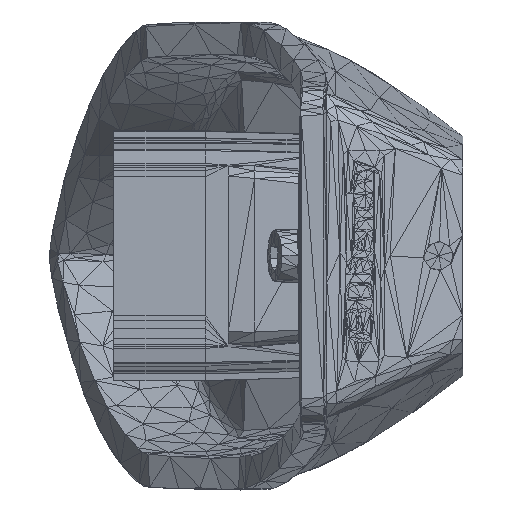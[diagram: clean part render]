
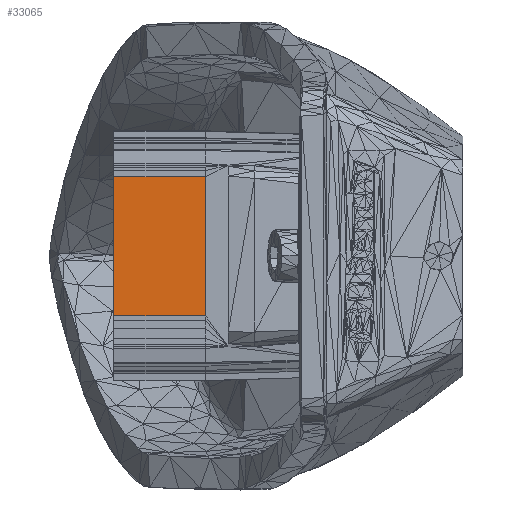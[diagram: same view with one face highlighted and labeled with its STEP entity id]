
A CAD part, left-side view. The second image highlights one B-rep face of the part: STEP entity #33065.
In plain terms, the highlighted planar face has unit normal (-1, 0, 0).
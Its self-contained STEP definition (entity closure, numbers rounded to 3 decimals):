
#51=LINE('',#49454,#4565);
#52=LINE('',#49457,#4566);
#53=LINE('',#49459,#4567);
#54=LINE('',#49460,#4568);
#4565=VECTOR('',#39033,10.);
#4566=VECTOR('',#39036,30.);
#4567=VECTOR('',#39037,30.);
#4568=VECTOR('',#39038,10.);
#9059=PLANE('',#36017);
#12009=FACE_OUTER_BOUND('',#14955,.T.);
#14955=EDGE_LOOP('',(#24057,#24058,#24059,#24060));
#17921=VERTEX_POINT('',#49450);
#17922=VERTEX_POINT('',#49452);
#17923=VERTEX_POINT('',#49456);
#17924=VERTEX_POINT('',#49458);
#19519=EDGE_CURVE('',#17921,#17922,#51,.T.);
#19520=EDGE_CURVE('',#17921,#17923,#52,.T.);
#19521=EDGE_CURVE('',#17924,#17922,#53,.T.);
#19522=EDGE_CURVE('',#17923,#17924,#54,.T.);
#24057=ORIENTED_EDGE('',*,*,#19520,.F.);
#24058=ORIENTED_EDGE('',*,*,#19519,.T.);
#24059=ORIENTED_EDGE('',*,*,#19521,.F.);
#24060=ORIENTED_EDGE('',*,*,#19522,.F.);
#33065=ADVANCED_FACE('',(#12009),#9059,.T.);
#36017=AXIS2_PLACEMENT_3D('',#49455,#39034,#39035);
#39033=DIRECTION('',(0.,1.,0.));
#39034=DIRECTION('center_axis',(-1.,0.,0.));
#39035=DIRECTION('ref_axis',(0.,0.,1.));
#39036=DIRECTION('',(0.,0.,-1.));
#39037=DIRECTION('',(0.,0.,1.));
#39038=DIRECTION('',(0.,1.,0.));
#49450=CARTESIAN_POINT('',(-18.837,17.,26.231));
#49452=CARTESIAN_POINT('',(-18.837,35.224,26.231));
#49454=CARTESIAN_POINT('',(-18.837,17.,26.231));
#49455=CARTESIAN_POINT('Origin',(-18.837,17.,-1.336));
#49456=CARTESIAN_POINT('',(-18.837,17.,-1.336));
#49457=CARTESIAN_POINT('',(-18.837,17.,1.581));
#49458=CARTESIAN_POINT('',(-18.837,35.224,-1.336));
#49459=CARTESIAN_POINT('',(-18.837,35.224,1.581));
#49460=CARTESIAN_POINT('',(-18.837,17.,-1.336));
